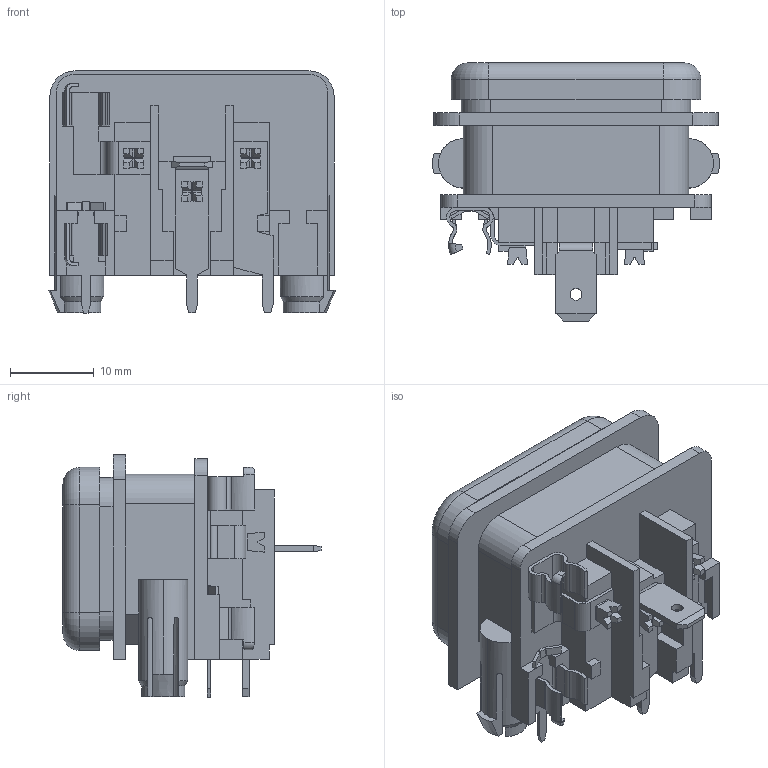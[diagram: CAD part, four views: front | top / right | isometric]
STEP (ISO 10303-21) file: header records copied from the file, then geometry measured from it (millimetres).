
FILE_DESCRIPTION((''),'2;1');
FILE_NAME('SCHURTER_GSF1.1201.31.stp','2011-12-21T11:31:26',(''),(''),'Mechanical Desktop 2011','Mechanical Desktop 2011',', , ');
FILE_SCHEMA(('AUTOMOTIVE_DESIGN { 1 2 10303 214 1 1 1 1 }'));
Length unit declared in the file: millimetre
Products named in the file (1): Product
Bounding box: 34.4 x 30.9 x 29 mm (x, y, z)
Volume: 6439.2 mm3; surface area: 8600.2 mm2
Topology: 8 solids, 8 shells, 488 faces, 1325 edges, 865 vertices
Faces by surface type: plane 377, cylinder 96, torus 8, cone 4, bspline 3
Entity records: 15752 total; most frequent: CARTESIAN_POINT 3272, ORIENTED_EDGE 2650, DIRECTION 2495, EDGE_CURVE 1325, VECTOR 1063, LINE 1063, VERTEX_POINT 865, AXIS2_PLACEMENT_3D 716
